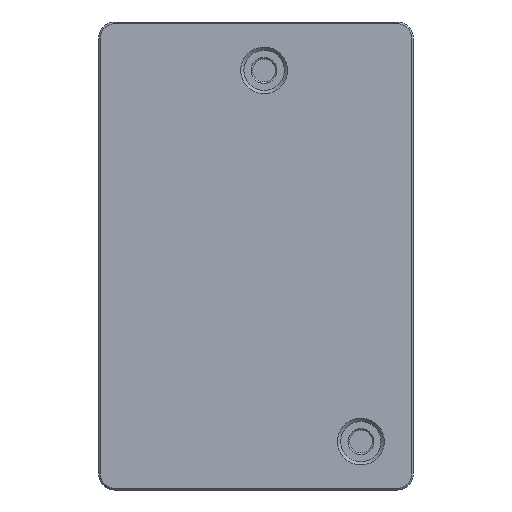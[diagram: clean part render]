
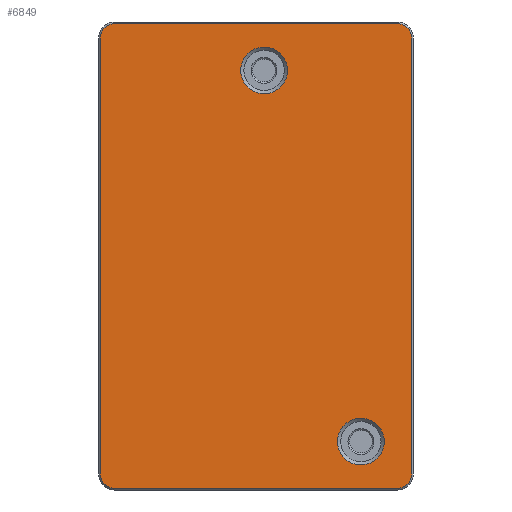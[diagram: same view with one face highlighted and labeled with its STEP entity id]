
A CAD part, front view. The second image highlights one B-rep face of the part: STEP entity #6849.
In plain terms, the highlighted planar face has unit normal (0, -1, 0).
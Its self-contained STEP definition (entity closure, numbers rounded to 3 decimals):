
#50=FACE_BOUND('',#1075,.T.);
#51=FACE_BOUND('',#1076,.T.);
#219=CIRCLE('',#7325,2.9);
#221=CIRCLE('',#7328,1.8);
#222=CIRCLE('',#7329,1.8);
#223=CIRCLE('',#7330,1.8);
#224=CIRCLE('',#7331,1.8);
#225=CIRCLE('',#7332,2.9);
#643=FACE_OUTER_BOUND('',#1074,.T.);
#1074=EDGE_LOOP('',(#4682,#4683,#4684,#4685,#4686,#4687,#4688,#4689));
#1075=EDGE_LOOP('',(#4690));
#1076=EDGE_LOOP('',(#4691));
#1590=LINE('',#10382,#2291);
#1591=LINE('',#10386,#2292);
#1592=LINE('',#10390,#2293);
#1593=LINE('',#10394,#2294);
#2291=VECTOR('',#8180,10.);
#2292=VECTOR('',#8183,10.);
#2293=VECTOR('',#8186,10.);
#2294=VECTOR('',#8189,10.);
#2985=VERTEX_POINT('',#10374);
#2987=VERTEX_POINT('',#10380);
#2988=VERTEX_POINT('',#10381);
#2989=VERTEX_POINT('',#10383);
#2990=VERTEX_POINT('',#10385);
#2991=VERTEX_POINT('',#10387);
#2992=VERTEX_POINT('',#10389);
#2993=VERTEX_POINT('',#10391);
#2994=VERTEX_POINT('',#10393);
#2995=VERTEX_POINT('',#10396);
#3613=EDGE_CURVE('',#2985,#2985,#219,.T.);
#3616=EDGE_CURVE('',#2987,#2988,#1590,.T.);
#3617=EDGE_CURVE('',#2989,#2987,#221,.T.);
#3618=EDGE_CURVE('',#2990,#2989,#1591,.T.);
#3619=EDGE_CURVE('',#2991,#2990,#222,.T.);
#3620=EDGE_CURVE('',#2992,#2991,#1592,.T.);
#3621=EDGE_CURVE('',#2993,#2992,#223,.T.);
#3622=EDGE_CURVE('',#2994,#2993,#1593,.T.);
#3623=EDGE_CURVE('',#2988,#2994,#224,.T.);
#3624=EDGE_CURVE('',#2995,#2995,#225,.T.);
#4682=ORIENTED_EDGE('',*,*,#3616,.F.);
#4683=ORIENTED_EDGE('',*,*,#3617,.F.);
#4684=ORIENTED_EDGE('',*,*,#3618,.F.);
#4685=ORIENTED_EDGE('',*,*,#3619,.F.);
#4686=ORIENTED_EDGE('',*,*,#3620,.F.);
#4687=ORIENTED_EDGE('',*,*,#3621,.F.);
#4688=ORIENTED_EDGE('',*,*,#3622,.F.);
#4689=ORIENTED_EDGE('',*,*,#3623,.F.);
#4690=ORIENTED_EDGE('',*,*,#3624,.F.);
#4691=ORIENTED_EDGE('',*,*,#3613,.F.);
#6621=PLANE('',#7327);
#6849=ADVANCED_FACE('',(#643,#50,#51),#6621,.T.);
#7325=AXIS2_PLACEMENT_3D('',#10375,#8173,#8174);
#7327=AXIS2_PLACEMENT_3D('',#10379,#8178,#8179);
#7328=AXIS2_PLACEMENT_3D('',#10384,#8181,#8182);
#7329=AXIS2_PLACEMENT_3D('',#10388,#8184,#8185);
#7330=AXIS2_PLACEMENT_3D('',#10392,#8187,#8188);
#7331=AXIS2_PLACEMENT_3D('',#10395,#8190,#8191);
#7332=AXIS2_PLACEMENT_3D('',#10397,#8192,#8193);
#8173=DIRECTION('center_axis',(0.,-1.,0.));
#8174=DIRECTION('ref_axis',(1.,0.,0.));
#8178=DIRECTION('center_axis',(0.,-1.,0.));
#8179=DIRECTION('ref_axis',(1.,0.,0.));
#8180=DIRECTION('',(0.,0.,-1.));
#8181=DIRECTION('center_axis',(0.,1.,0.));
#8182=DIRECTION('ref_axis',(1.,0.,0.));
#8183=DIRECTION('',(1.,0.,0.));
#8184=DIRECTION('center_axis',(0.,1.,0.));
#8185=DIRECTION('ref_axis',(0.,0.,1.));
#8186=DIRECTION('',(0.,0.,1.));
#8187=DIRECTION('center_axis',(0.,1.,0.));
#8188=DIRECTION('ref_axis',(-1.,0.,0.));
#8189=DIRECTION('',(-1.,0.,0.));
#8190=DIRECTION('center_axis',(0.,1.,0.));
#8191=DIRECTION('ref_axis',(0.,0.,-1.));
#8192=DIRECTION('center_axis',(0.,-1.,0.));
#8193=DIRECTION('ref_axis',(1.,0.,0.));
#10374=CARTESIAN_POINT('',(17.6,-16.5,-6.));
#10375=CARTESIAN_POINT('Origin',(20.5,-16.5,-6.));
#10379=CARTESIAN_POINT('Origin',(19.5,-16.5,-29.));
#10380=CARTESIAN_POINT('',(38.8,-16.5,-2.));
#10381=CARTESIAN_POINT('',(38.8,-16.5,-56.));
#10382=CARTESIAN_POINT('',(38.8,-16.5,-42.5));
#10383=CARTESIAN_POINT('',(37.,-16.5,-0.2));
#10384=CARTESIAN_POINT('Origin',(37.,-16.5,-2.));
#10385=CARTESIAN_POINT('',(2.,-16.5,-0.2));
#10386=CARTESIAN_POINT('',(28.25,-16.5,-0.2));
#10387=CARTESIAN_POINT('',(0.2,-16.5,-2.));
#10388=CARTESIAN_POINT('Origin',(2.,-16.5,-2.));
#10389=CARTESIAN_POINT('',(0.2,-16.5,-56.));
#10390=CARTESIAN_POINT('',(0.2,-16.5,-15.5));
#10391=CARTESIAN_POINT('',(2.,-16.5,-57.8));
#10392=CARTESIAN_POINT('Origin',(2.,-16.5,-56.));
#10393=CARTESIAN_POINT('',(37.,-16.5,-57.8));
#10394=CARTESIAN_POINT('',(10.75,-16.5,-57.8));
#10395=CARTESIAN_POINT('Origin',(37.,-16.5,-56.));
#10396=CARTESIAN_POINT('',(29.6,-16.5,-52.));
#10397=CARTESIAN_POINT('Origin',(32.5,-16.5,-52.));
